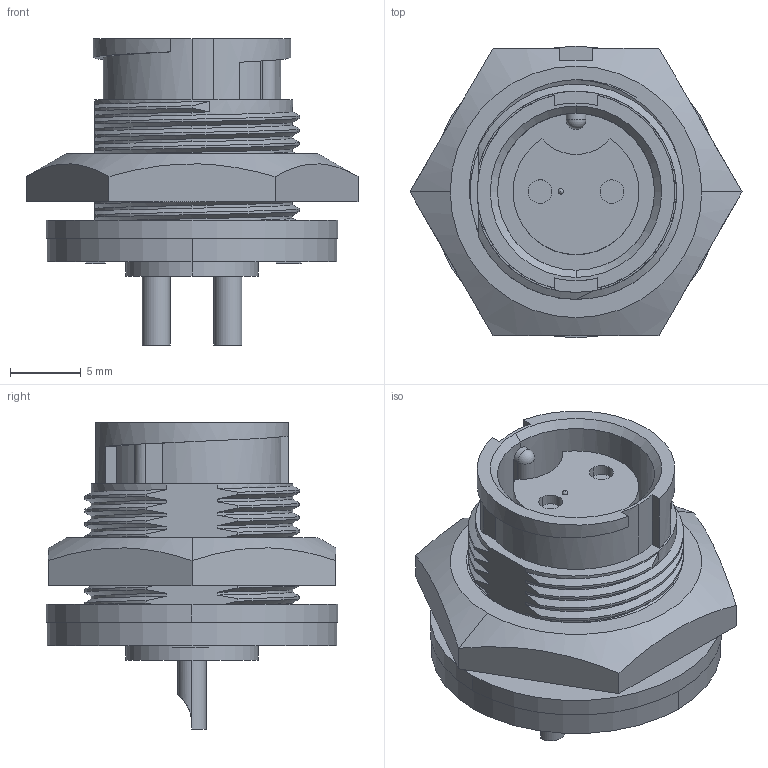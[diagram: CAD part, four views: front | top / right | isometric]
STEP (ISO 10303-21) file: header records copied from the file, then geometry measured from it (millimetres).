
FILE_DESCRIPTION (( 'STEP AP203' ), '1' );
FILE_NAME ('7282-2SG-300.STEP', '2013-03-08T13:33:44', ( '21FPBF1' ), ( 'Conxall' ), 'SwSTEP 2.0', 'SolidWorks 2012', '' );
FILE_SCHEMA (( 'CONFIG_CONTROL_DESIGN' ));
Length unit declared in the file: inch
Products named in the file (1): 7282-2SG-300
Bounding box: 23.46 x 20.62 x 21.64 mm (x, y, z)
Volume: 3188.5 mm3; surface area: 3002.7 mm2
Topology: 2 solids, 2 shells, 178 faces, 479 edges, 316 vertices
Faces by surface type: cylinder 79, plane 58, bspline 35, cone 4, sphere 2
Entity records: 12371 total; most frequent: CARTESIAN_POINT 8380, ORIENTED_EDGE 950, DIRECTION 642, EDGE_CURVE 475, VERTEX_POINT 314, VECTOR 218, LINE 218, AXIS2_PLACEMENT_3D 212
